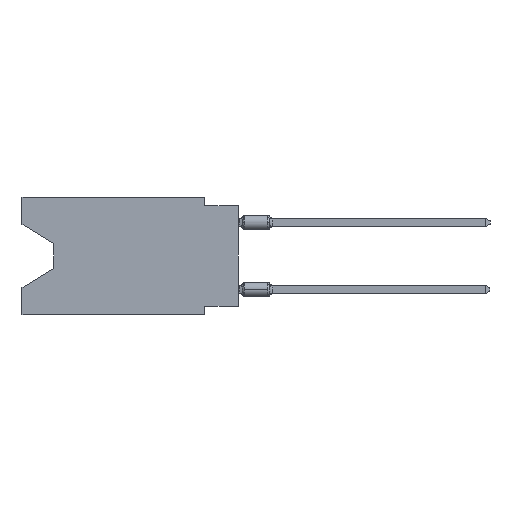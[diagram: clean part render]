
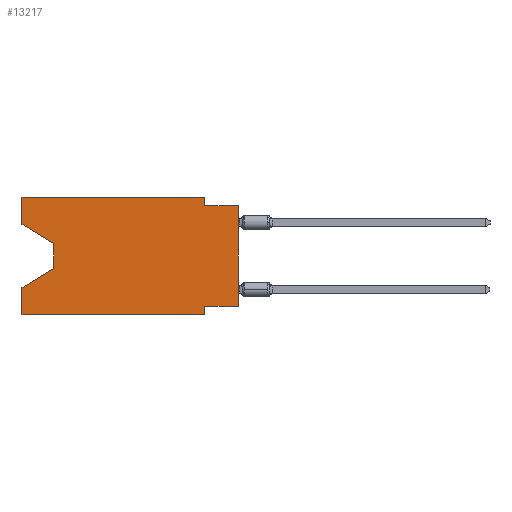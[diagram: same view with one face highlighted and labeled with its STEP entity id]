
A CAD part, left-side view. The second image highlights one B-rep face of the part: STEP entity #13217.
In plain terms, the highlighted planar face has unit normal (-1, 0, 0).
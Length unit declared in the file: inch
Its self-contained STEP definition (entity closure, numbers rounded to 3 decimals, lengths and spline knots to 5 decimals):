
#163 = DIRECTION ( 'NONE',  ( 0., 0., -1. ) ) ;
#307 = VECTOR ( 'NONE', #163, 39.37008 ) ;
#1163 = VECTOR ( 'NONE', #25460, 39.37008 ) ;
#2137 = VERTEX_POINT ( 'NONE', #8522 ) ;
#2851 = CARTESIAN_POINT ( 'NONE',  ( 0., 0.1, -0.325 ) ) ;
#3488 = LINE ( 'NONE', #31878, #5334 ) ;
#3588 = DIRECTION ( 'NONE',  ( 0., 0., 1. ) ) ;
#3843 = CARTESIAN_POINT ( 'NONE',  ( 0., 0., -0.025 ) ) ;
#3927 = CARTESIAN_POINT ( 'NONE',  ( 0., 0., -0.025 ) ) ;
#4263 = CARTESIAN_POINT ( 'NONE',  ( 0., 0.55, -0.212 ) ) ;
#4845 = CARTESIAN_POINT ( 'NONE',  ( 0., 0.645, -0.35 ) ) ;
#5334 = VECTOR ( 'NONE', #32353, 39.37008 ) ;
#6136 = DIRECTION ( 'NONE',  ( 0., -1., 0. ) ) ;
#6846 = VECTOR ( 'NONE', #21360, 39.37008 ) ;
#7025 = VECTOR ( 'NONE', #3588, 39.37008 ) ;
#8018 = EDGE_CURVE ( 'NONE', #21542, #28713, #35443, .T. ) ;
#8239 = CARTESIAN_POINT ( 'NONE',  ( 0., 0.1, -0.35 ) ) ;
#8522 = CARTESIAN_POINT ( 'NONE',  ( 0., 0.645, 0. ) ) ;
#9255 = CARTESIAN_POINT ( 'NONE',  ( 0., 0., -0.325 ) ) ;
#9498 = DIRECTION ( 'NONE',  ( 0., 1., 0. ) ) ;
#10674 = DIRECTION ( 'NONE',  ( 0., 0., 1. ) ) ;
#11058 = VECTOR ( 'NONE', #24933, 39.37008 ) ;
#11328 = ORIENTED_EDGE ( 'NONE', *, *, #44085, .T. ) ;
#12044 = VECTOR ( 'NONE', #34186, 39.37008 ) ;
#12421 = LINE ( 'NONE', #20225, #12044 ) ;
#13217 = ADVANCED_FACE ( 'NONE', ( #18559 ), #19483, .F. ) ;
#13674 = VERTEX_POINT ( 'NONE', #38660 ) ;
#15749 = EDGE_CURVE ( 'NONE', #13674, #2137, #12421, .T. ) ;
#17305 = EDGE_CURVE ( 'NONE', #35934, #23444, #42893, .T. ) ;
#17447 = CARTESIAN_POINT ( 'NONE',  ( 0., 0.1, -0.35 ) ) ;
#18077 = CARTESIAN_POINT ( 'NONE',  ( 0., 0., -0.325 ) ) ;
#18559 = FACE_OUTER_BOUND ( 'NONE', #34460, .T. ) ;
#19384 = VECTOR ( 'NONE', #10674, 39.37008 ) ;
#19483 = PLANE ( 'NONE',  #19687 ) ;
#19687 = AXIS2_PLACEMENT_3D ( 'NONE', #26369, #44347, #22811 ) ;
#20225 = CARTESIAN_POINT ( 'NONE',  ( 0., 0.645, 0. ) ) ;
#21360 = DIRECTION ( 'NONE',  ( 0., 0., -1. ) ) ;
#21542 = VERTEX_POINT ( 'NONE', #2851 ) ;
#21802 = VERTEX_POINT ( 'NONE', #3927 ) ;
#21831 = VECTOR ( 'NONE', #40354, 39.37008 ) ;
#22811 = DIRECTION ( 'NONE',  ( 0., 0., -1. ) ) ;
#23444 = VERTEX_POINT ( 'NONE', #30144 ) ;
#23611 = VERTEX_POINT ( 'NONE', #35889 ) ;
#24471 = ORIENTED_EDGE ( 'NONE', *, *, #15749, .F. ) ;
#24933 = DIRECTION ( 'NONE',  ( 0., -1., 0. ) ) ;
#25033 = ORIENTED_EDGE ( 'NONE', *, *, #46157, .T. ) ;
#25300 = LINE ( 'NONE', #43503, #307 ) ;
#25460 = DIRECTION ( 'NONE',  ( 0., -0.855, -0.519 ) ) ;
#25979 = ORIENTED_EDGE ( 'NONE', *, *, #42734, .F. ) ;
#26369 = CARTESIAN_POINT ( 'NONE',  ( 0., 0.645, 0. ) ) ;
#26826 = ORIENTED_EDGE ( 'NONE', *, *, #42371, .F. ) ;
#27113 = EDGE_CURVE ( 'NONE', #13674, #44006, #33001, .T. ) ;
#27551 = VERTEX_POINT ( 'NONE', #4263 ) ;
#27791 = VERTEX_POINT ( 'NONE', #18077 ) ;
#28296 = ORIENTED_EDGE ( 'NONE', *, *, #27113, .T. ) ;
#28713 = VERTEX_POINT ( 'NONE', #8239 ) ;
#29178 = CARTESIAN_POINT ( 'NONE',  ( 0., 0.645, 0. ) ) ;
#29420 = EDGE_CURVE ( 'NONE', #23611, #42661, #35320, .T. ) ;
#30144 = CARTESIAN_POINT ( 'NONE',  ( 0., 0.1, -0.025 ) ) ;
#31030 = EDGE_CURVE ( 'NONE', #44006, #27551, #25300, .T. ) ;
#31331 = ORIENTED_EDGE ( 'NONE', *, *, #29420, .F. ) ;
#31646 = ORIENTED_EDGE ( 'NONE', *, *, #8018, .F. ) ;
#31699 = ORIENTED_EDGE ( 'NONE', *, *, #32195, .F. ) ;
#31878 = CARTESIAN_POINT ( 'NONE',  ( 0., 0.55, -0.212 ) ) ;
#31880 = DIRECTION ( 'NONE',  ( 0., 0., -1. ) ) ;
#32195 = EDGE_CURVE ( 'NONE', #2137, #35934, #45460, .T. ) ;
#32270 = ORIENTED_EDGE ( 'NONE', *, *, #34911, .T. ) ;
#32353 = DIRECTION ( 'NONE',  ( 0., 0.855, -0.519 ) ) ;
#32760 = CARTESIAN_POINT ( 'NONE',  ( 0., 0.645, -0.08025 ) ) ;
#33001 = LINE ( 'NONE', #32760, #1163 ) ;
#34186 = DIRECTION ( 'NONE',  ( 0., 0., 1. ) ) ;
#34460 = EDGE_LOOP ( 'NONE', ( #28296, #45327, #25033, #31331, #11328, #31646, #25979, #32270, #26826, #37076, #31699, #24471 ) ) ;
#34911 = EDGE_CURVE ( 'NONE', #27791, #21802, #43110, .T. ) ;
#35320 = LINE ( 'NONE', #29178, #7025 ) ;
#35359 = CARTESIAN_POINT ( 'NONE',  ( 0., 0.1, 0. ) ) ;
#35443 = LINE ( 'NONE', #17447, #37280 ) ;
#35889 = CARTESIAN_POINT ( 'NONE',  ( 0., 0.645, -0.35 ) ) ;
#35934 = VERTEX_POINT ( 'NONE', #35359 ) ;
#37076 = ORIENTED_EDGE ( 'NONE', *, *, #17305, .F. ) ;
#37280 = VECTOR ( 'NONE', #31880, 39.37008 ) ;
#38563 = CARTESIAN_POINT ( 'NONE',  ( 0., 0.645, 0. ) ) ;
#38660 = CARTESIAN_POINT ( 'NONE',  ( 0., 0.645, -0.08025 ) ) ;
#38840 = CARTESIAN_POINT ( 'NONE',  ( 0., 0.645, -0.26975 ) ) ;
#39882 = LINE ( 'NONE', #4845, #21831 ) ;
#40006 = VECTOR ( 'NONE', #9498, 39.37008 ) ;
#40029 = CARTESIAN_POINT ( 'NONE',  ( 0., 0., 0. ) ) ;
#40054 = LINE ( 'NONE', #3843, #11058 ) ;
#40354 = DIRECTION ( 'NONE',  ( 0., -1., 0. ) ) ;
#41153 = VECTOR ( 'NONE', #6136, 39.37008 ) ;
#42371 = EDGE_CURVE ( 'NONE', #23444, #21802, #40054, .T. ) ;
#42661 = VERTEX_POINT ( 'NONE', #38840 ) ;
#42734 = EDGE_CURVE ( 'NONE', #27791, #21542, #45743, .T. ) ;
#42893 = LINE ( 'NONE', #43123, #6846 ) ;
#43110 = LINE ( 'NONE', #40029, #19384 ) ;
#43123 = CARTESIAN_POINT ( 'NONE',  ( 0., 0.1, 0. ) ) ;
#43503 = CARTESIAN_POINT ( 'NONE',  ( 0., 0.55, -0.138 ) ) ;
#44006 = VERTEX_POINT ( 'NONE', #46282 ) ;
#44085 = EDGE_CURVE ( 'NONE', #23611, #28713, #39882, .T. ) ;
#44347 = DIRECTION ( 'NONE',  ( 1., 0., 0. ) ) ;
#45327 = ORIENTED_EDGE ( 'NONE', *, *, #31030, .T. ) ;
#45460 = LINE ( 'NONE', #38563, #41153 ) ;
#45743 = LINE ( 'NONE', #9255, #40006 ) ;
#46157 = EDGE_CURVE ( 'NONE', #27551, #42661, #3488, .T. ) ;
#46282 = CARTESIAN_POINT ( 'NONE',  ( 0., 0.55, -0.138 ) ) ;
